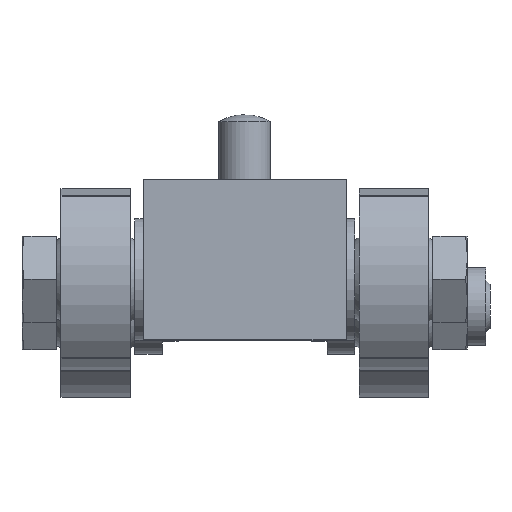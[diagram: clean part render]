
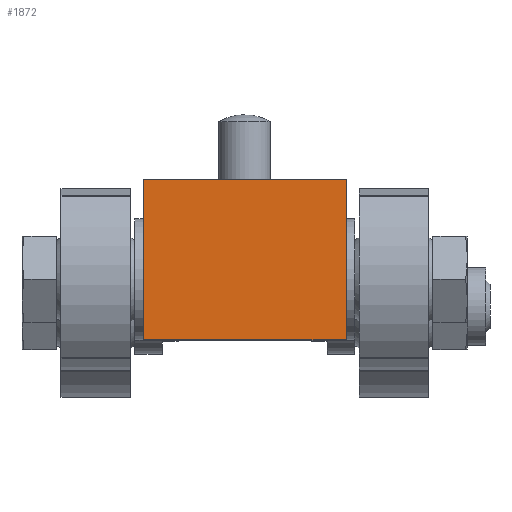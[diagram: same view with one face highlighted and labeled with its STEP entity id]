
A CAD part, top view. The second image highlights one B-rep face of the part: STEP entity #1872.
In plain terms, the highlighted planar face has unit normal (0, 0, 1).
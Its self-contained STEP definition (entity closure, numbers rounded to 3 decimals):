
#226=LINE('',#3240,#308);
#229=LINE('',#3248,#311);
#234=LINE('',#3264,#316);
#237=LINE('',#3269,#319);
#308=VECTOR('',#2606,1000.);
#311=VECTOR('',#2613,1000.);
#316=VECTOR('',#2626,1000.);
#319=VECTOR('',#2633,1000.);
#662=ORIENTED_EDGE('',*,*,#977,.T.);
#663=ORIENTED_EDGE('',*,*,#981,.T.);
#664=ORIENTED_EDGE('',*,*,#989,.T.);
#665=ORIENTED_EDGE('',*,*,#993,.T.);
#977=EDGE_CURVE('',#1179,#1178,#226,.T.);
#981=EDGE_CURVE('',#1178,#1181,#229,.T.);
#989=EDGE_CURVE('',#1181,#1188,#234,.T.);
#993=EDGE_CURVE('',#1188,#1179,#237,.T.);
#1178=VERTEX_POINT('',#3239);
#1179=VERTEX_POINT('',#3241);
#1181=VERTEX_POINT('',#3247);
#1188=VERTEX_POINT('',#3263);
#1469=EDGE_LOOP('',(#662,#663,#664,#665));
#1665=FACE_BOUND('',#1469,.T.);
#1767=PLANE('',#2141);
#1872=ADVANCED_FACE('',(#1665),#1767,.T.);
#2141=AXIS2_PLACEMENT_3D('',#3270,#2634,#2635);
#2606=DIRECTION('',(-1.,0.,0.));
#2613=DIRECTION('',(0.,-1.,0.));
#2626=DIRECTION('',(1.,0.,0.));
#2633=DIRECTION('',(0.,1.,0.));
#2634=DIRECTION('',(0.,0.,1.));
#2635=DIRECTION('',(1.,0.,0.));
#3239=CARTESIAN_POINT('',(-11.7,11.5,7.5));
#3240=CARTESIAN_POINT('',(11.7,11.5,7.5));
#3241=CARTESIAN_POINT('',(11.7,11.5,7.5));
#3247=CARTESIAN_POINT('',(-11.7,-7.,7.5));
#3248=CARTESIAN_POINT('',(-11.7,11.5,7.5));
#3263=CARTESIAN_POINT('',(11.7,-7.,7.5));
#3264=CARTESIAN_POINT('',(-11.7,-7.,7.5));
#3269=CARTESIAN_POINT('',(11.7,-7.,7.5));
#3270=CARTESIAN_POINT('',(0.,0.,7.5));
